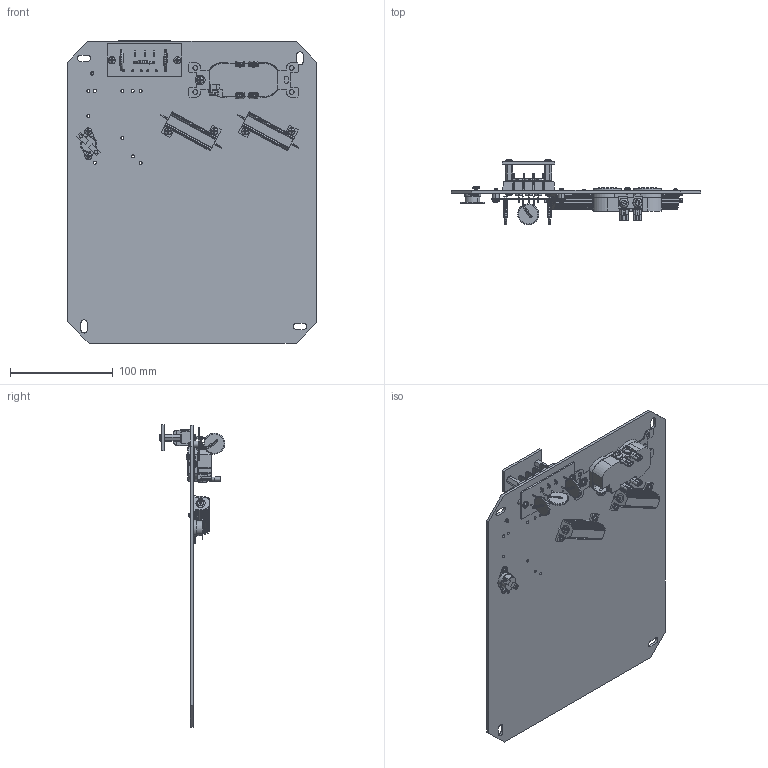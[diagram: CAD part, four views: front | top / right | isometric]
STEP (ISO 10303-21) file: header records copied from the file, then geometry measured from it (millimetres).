
FILE_DESCRIPTION (( 'STEP AP214' ), '1' );
FILE_NAME ('NBPC12-RP1H0_3D.step', '2023-11-02T22:20:09', ( '' ), ( '' ), 'SwSTEP 2.0', 'SolidWorks 2022', '' );
FILE_SCHEMA (( 'AUTOMOTIVE_DESIGN' ));
Length unit declared in the file: inch
Products named in the file (23): XMH-0006; XLBL-F704-UL_With Actual Text; XR0470-0001; 1AW05-083_With Actual Text; XMH-0010; 1BE04-074; XCTB-0002; XFS-0006; X-PCB-HYP285; XFS-0067_XFS-0067; XFS-0032_91735A151; XFW-0002; XFN-0013; XERZ-V20D241; XCT-0011; XFS-0017; XFS-0066_90272A147; XFS-0031; XF797-02; NBPC12-RP1H0_3D; XFN-0022; X-ASSY-HYP285-1; 1AW05-082_With Actual Text
Assembly tree (39 placements, depth 3):
  NBPC12-RP1H0_3D
    1BE04-074
    XMH-0010
    XCTB-0002
    XFN-0013  x2
    XF797-02
    XFS-0067_XFS-0067  x3
    X-ASSY-HYP285-1
      X-PCB-HYP285
      XERZ-V20D241  x3
    XFN-0022  x2
    XFS-0066_90272A147  x2
    XFS-0017  x5
    XMH-0006
    XFS-0031  x2
    XR0470-0001  x2
    XFW-0002
    XFS-0032_91735A151  x2
    XFS-0006
    XCT-0011  x4
    1AW05-082_With Actual Text
    1AW05-083_With Actual Text
    XLBL-F704-UL_With Actual Text
Bounding box: 242.28 x 63.76 x 293.89 mm (x, y, z)
Volume: 256875.6 mm3; surface area: 189981.4 mm2
Topology: 38 solids, 38 shells, 3619 faces, 9489 edges, 6058 vertices
Faces by surface type: plane 1449, cylinder 1113, cone 507, bspline 353, torus 154, sphere 43
Entity records: 118447 total; most frequent: CARTESIAN_POINT 42794, ORIENTED_EDGE 12612, DIRECTION 10674, EDGE_CURVE 6306, VERTEX_POINT 4063, LINE 3588, VECTOR 3588, AXIS2_PLACEMENT_3D 3543
